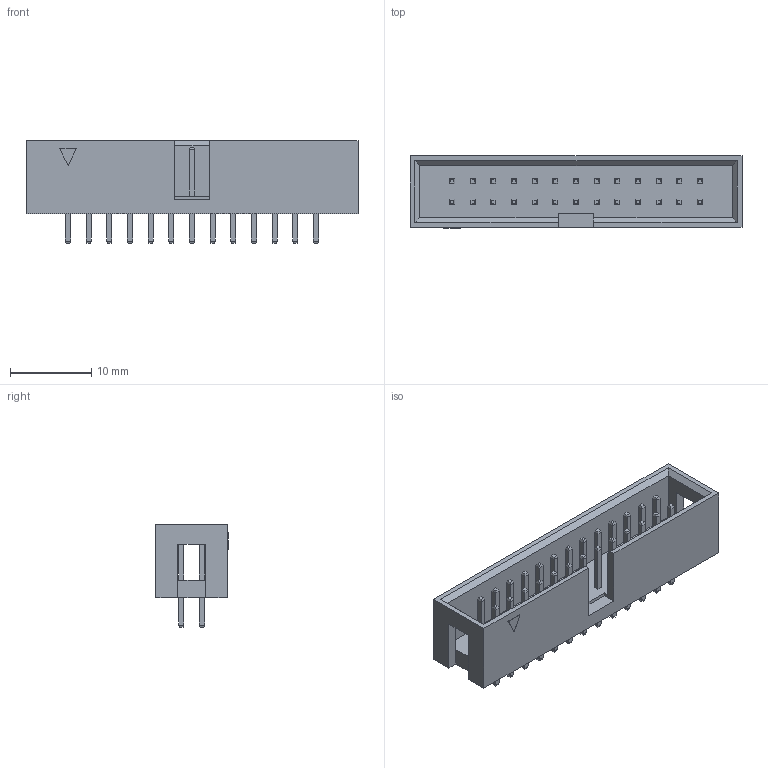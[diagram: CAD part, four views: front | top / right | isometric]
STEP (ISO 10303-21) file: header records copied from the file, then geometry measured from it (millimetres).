
FILE_DESCRIPTION (( 'STEP AP214' ), '1' );
FILE_NAME ('7083B9DA-83A9-458A-AF6D-FECCED8F89B1.STEP', '2023-11-01T13:06:20', ( '' ), ( '' ), 'SwSTEP 2.0', 'SolidWorks 2022', '' );
FILE_SCHEMA (( 'AUTOMOTIVE_DESIGN' ));
Length unit declared in the file: millimetre
Products named in the file (1): 7083B9DA-83A9-458A-AF6D-FECCED8F89B1
Bounding box: 40.82 x 8.9 x 12.6 mm (x, y, z)
Volume: 1536.8 mm3; surface area: 2727.4 mm2
Topology: 1 solids, 1 shells, 504 faces, 1143 edges, 690 vertices
Faces by surface type: plane 504
Entity records: 13957 total; most frequent: CARTESIAN_POINT 2338, ORIENTED_EDGE 2286, DIRECTION 2153, VECTOR 1143, EDGE_CURVE 1143, LINE 1143, VERTEX_POINT 690, EDGE_LOOP 557
